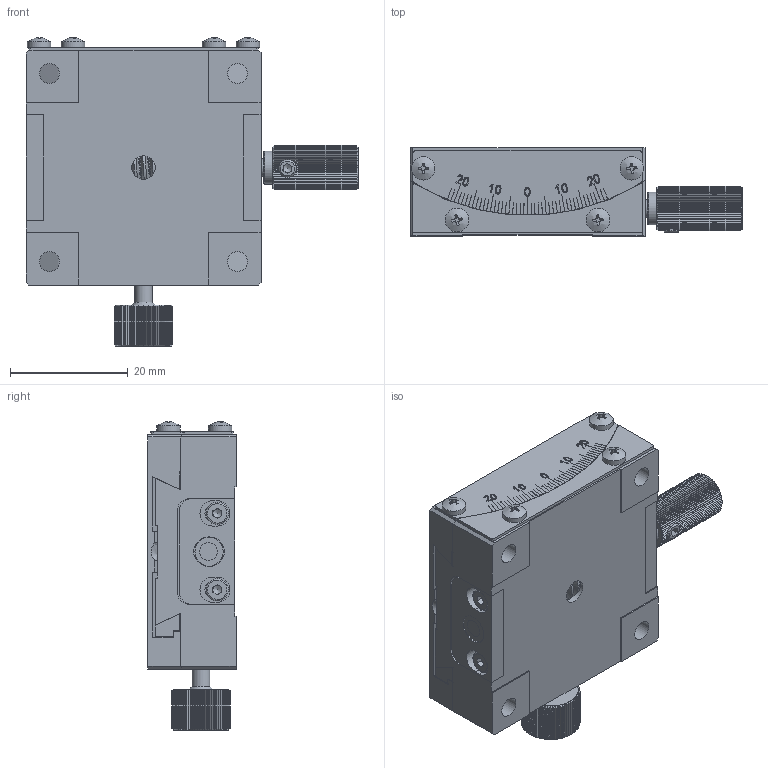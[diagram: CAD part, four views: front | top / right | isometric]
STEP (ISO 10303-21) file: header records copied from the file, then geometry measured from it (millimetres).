
FILE_DESCRIPTION (( 'STEP AP203' ), '1' );
FILE_NAME ('528935.STEP', '2024-11-12T09:34:46', ( 'Windows User' ), ( 'P R C' ), 'SwSTEP 2.0', 'SolidWorks 2020', '' );
FILE_SCHEMA (( 'CONFIG_CONTROL_DESIGN' ));
Products named in the file (1): 528935
Bounding box: 56.5 x 15 x 52.46 mm (x, y, z)
Volume: 22932.4 mm3; surface area: 17921.1 mm2
Topology: 21 solids, 21 shells, 1845 faces, 4657 edges, 2902 vertices
Faces by surface type: plane 1138, cylinder 346, cone 317, bspline 44
Full cylindrical faces by diameter (mm): 1.6 x12, 2 x8, 2.1 x2, 2.3 x2, 2.5 x9, 3 x7, 3.4 x4, 3.8 x4, 4 x6, 5 x4, 5.35 x2, 5.6 x1, 5.8 x4, 6 x2, 8 x1
Entity records: 63705 total; most frequent: CARTESIAN_POINT 21050, ORIENTED_EDGE 9020, DIRECTION 8417, EDGE_CURVE 4510, AXIS2_PLACEMENT_3D 2895, VERTEX_POINT 2861, VECTOR 2627, LINE 2627
